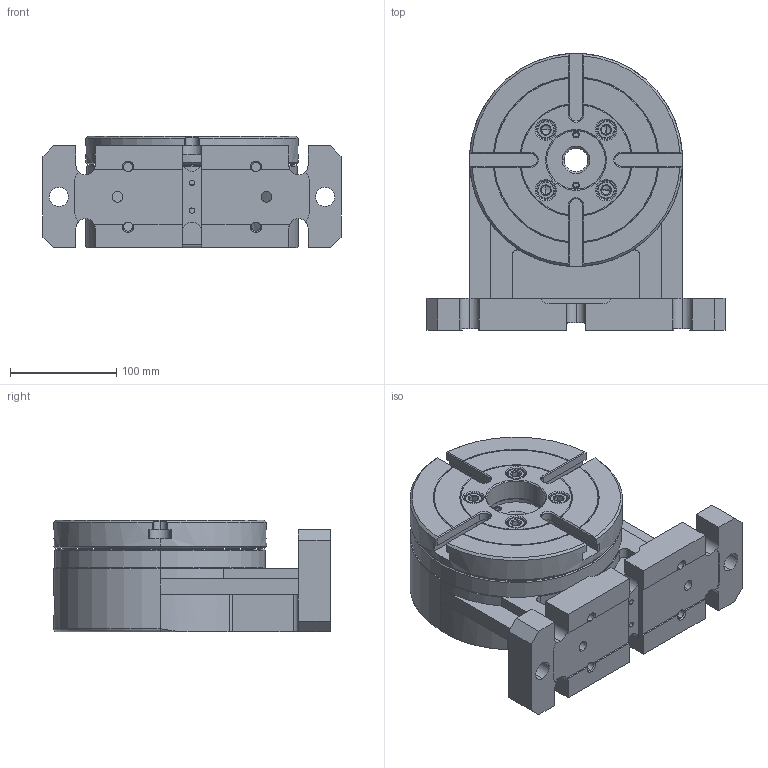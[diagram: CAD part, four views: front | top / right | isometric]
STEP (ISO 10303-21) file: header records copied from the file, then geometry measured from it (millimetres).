
FILE_DESCRIPTION (( 'STEP AP203' ), '1' );
FILE_NAME ('AE-200 ÍâÐÎ³ß´ç.STEP', '2024-07-26T08:15:03', ( '' ), ( '' ), 'SwSTEP 2.0', 'SolidWorks 2020', '' );
FILE_SCHEMA (( 'CONFIG_CONTROL_DESIGN' ));
Length unit declared in the file: millimetre
Products named in the file (1): AE-200 俋倛喜渡
Bounding box: 280 x 260 x 105 mm (x, y, z)
Surface area: 314528 mm2 (no closed solid volume)
Topology: 0 solids, 34 shells, 547 faces, 1573 edges, 1038 vertices
Faces by surface type: plane 243, cone 151, cylinder 138, bspline 8, torus 7
Entity records: 27095 total; most frequent: CARTESIAN_POINT 12805, DIRECTION 3025, ORIENTED_EDGE 2754, EDGE_CURVE 1551, AXIS2_PLACEMENT_3D 1106, VERTEX_POINT 1038, LINE 813, VECTOR 813
